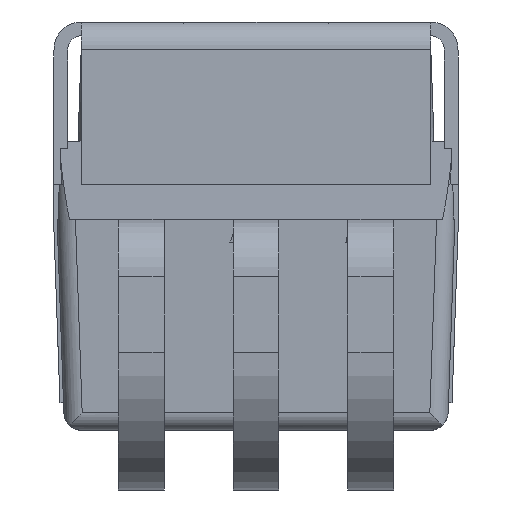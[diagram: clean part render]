
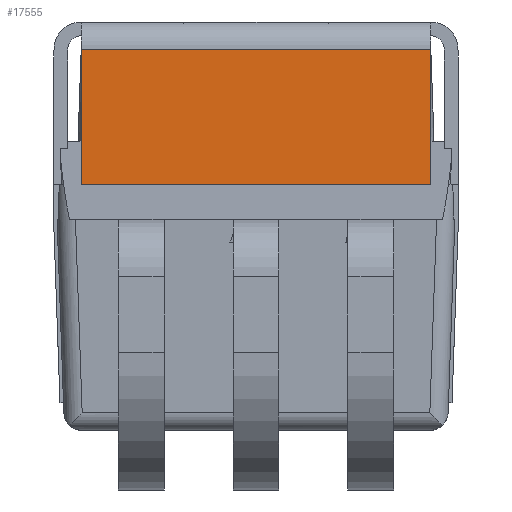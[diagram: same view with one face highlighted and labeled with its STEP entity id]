
A CAD part, left-side view. The second image highlights one B-rep face of the part: STEP entity #17555.
In plain terms, the highlighted planar face has unit normal (-1, 0, 0).
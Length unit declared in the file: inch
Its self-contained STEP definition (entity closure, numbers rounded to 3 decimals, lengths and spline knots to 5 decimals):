
#17018=CARTESIAN_POINT('',(-0.33371,0.07607,0.025));
#17019=VERTEX_POINT('',#17018);
#17026=CARTESIAN_POINT('',(-0.33371,0.07607,0.084));
#17027=VERTEX_POINT('',#17026);
#17028=CARTESIAN_POINT('',(-0.33371,0.07607,0.084));
#17029=DIRECTION('',(0.0,0.0,-1.0));
#17030=VECTOR('',#17029,0.059);
#17031=LINE('',#17028,#17030);
#17032=EDGE_CURVE('',#17027,#17019,#17031,.T.);
#17434=CARTESIAN_POINT('',(-0.33371,-0.07607,0.084));
#17435=VERTEX_POINT('',#17434);
#17443=CARTESIAN_POINT('',(-0.33371,-0.07607,0.025));
#17444=VERTEX_POINT('',#17443);
#17445=CARTESIAN_POINT('',(-0.33371,-0.07607,0.025));
#17446=DIRECTION('',(0.0,0.0,1.0));
#17447=VECTOR('',#17446,0.059);
#17448=LINE('',#17445,#17447);
#17449=EDGE_CURVE('',#17444,#17435,#17448,.T.);
#17472=CARTESIAN_POINT('',(-0.33371,-0.07607,0.084));
#17473=DIRECTION('',(0.0,1.0,0.0));
#17474=VECTOR('',#17473,0.15215);
#17475=LINE('',#17472,#17474);
#17476=EDGE_CURVE('',#17435,#17027,#17475,.T.);
#17535=CARTESIAN_POINT('',(-0.33371,-0.07607,0.025));
#17536=DIRECTION('',(0.0,1.0,0.0));
#17537=VECTOR('',#17536,0.15215);
#17538=LINE('',#17535,#17537);
#17539=EDGE_CURVE('',#17444,#17019,#17538,.T.);
#17544=CARTESIAN_POINT('',(-0.33371,0.,0.06129));
#17545=DIRECTION('',(-1.0,0.0,0.0));
#17546=DIRECTION('',(0.0,0.0,1.0));
#17547=AXIS2_PLACEMENT_3D('',#17544,#17545,#17546);
#17548=PLANE('',#17547);
#17549=ORIENTED_EDGE('',*,*,#17032,.T.);
#17550=ORIENTED_EDGE('',*,*,#17539,.F.);
#17551=ORIENTED_EDGE('',*,*,#17449,.T.);
#17552=ORIENTED_EDGE('',*,*,#17476,.T.);
#17553=EDGE_LOOP('',(#17549,#17550,#17551,#17552));
#17554=FACE_OUTER_BOUND('',#17553,.T.);
#17555=ADVANCED_FACE('',(#17554),#17548,.T.);
